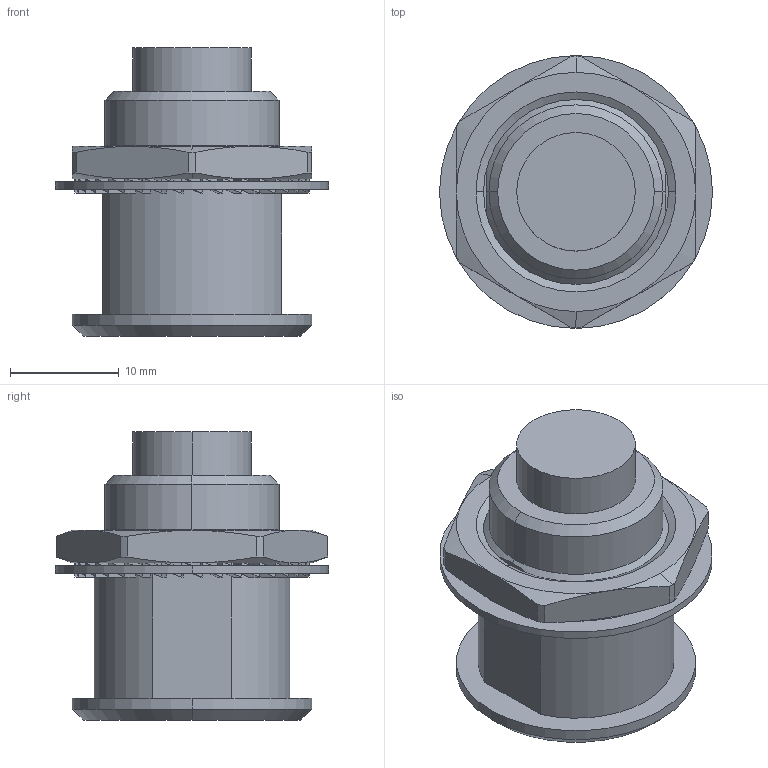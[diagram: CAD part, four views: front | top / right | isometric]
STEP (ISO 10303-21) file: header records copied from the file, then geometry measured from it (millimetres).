
FILE_DESCRIPTION(('STEP AP214'),'1');
FILE_NAME(' ',' ',('TraceParts'),('TraceParts S.A.'),'XStep 1.0',' ',' ');
FILE_SCHEMA(('automotive_design'));
Length unit declared in the file: millimetre
Products named in the file (3): EGZ.3B.ZZZ.CYM|EGZ.3B.ZZZ.CYM:1;EGZ.3B.ZZZ.CYM; EGZ.3B.ZZZ.CYM|GEA.3S.240.LN:1;GEA.3S.240.LN; EGZ.3B.ZZZ.CYM|GBA.3S.250.FN:1;GBA.3S.250.FN
Bounding box: 25.1 x 25.1 x 26.5 mm (x, y, z)
Volume: 6617.3 mm3; surface area: 3466.1 mm2
Topology: 3 solids, 3 shells, 354 faces, 942 edges, 596 vertices
Faces by surface type: cylinder 168, plane 88, bspline 72, cone 26
Entity records: 23128 total; most frequent: CARTESIAN_POINT 4671, STYLED_ITEM 1895, PRESENTATION_STYLE_ASSIGNMENT 1895, COLOUR_RGB 1895, ORIENTED_EDGE 1884, DIRECTION 1298, EDGE_CURVE 942, CURVE_STYLE 942
